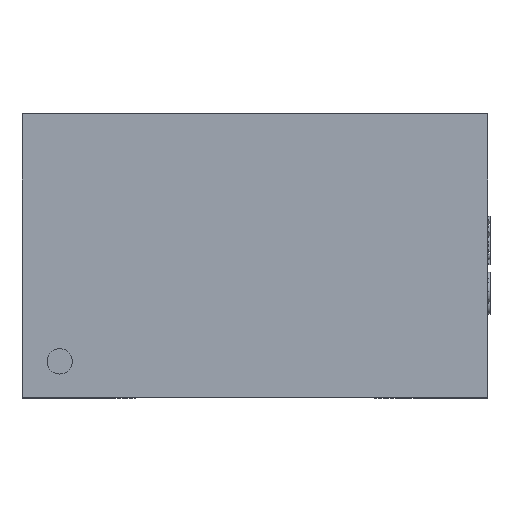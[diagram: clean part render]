
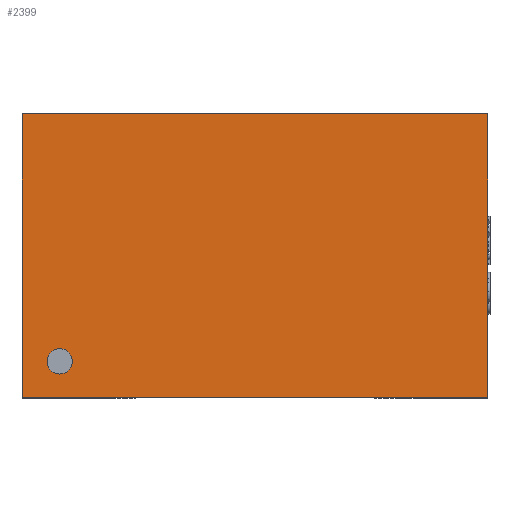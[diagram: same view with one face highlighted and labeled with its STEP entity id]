
A CAD part, top view. The second image highlights one B-rep face of the part: STEP entity #2399.
In plain terms, the highlighted planar face has unit normal (0, 0, 1).
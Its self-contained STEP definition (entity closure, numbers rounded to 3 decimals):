
#1457 = CARTESIAN_POINT ( 'NONE',  ( 1.025, 0.625, 0.4 ) ) ;
#1611 = CARTESIAN_POINT ( 'NONE',  ( -1.025, 0.625, 0.4 ) ) ;
#1777 = EDGE_LOOP ( 'NONE', ( #13420, #4432 ) ) ;
#2399 = ADVANCED_FACE ( 'NONE', ( #19389, #19630 ), #17681, .T. ) ;
#2715 = VERTEX_POINT ( 'NONE', #4526 ) ;
#2898 = DIRECTION ( 'NONE',  ( 1., 0., 0. ) ) ;
#2912 = CARTESIAN_POINT ( 'NONE',  ( -1.025, -0.625, 0.4 ) ) ;
#2970 = ORIENTED_EDGE ( 'NONE', *, *, #10870, .T. ) ;
#3029 = DIRECTION ( 'NONE',  ( 1., 0., 0. ) ) ;
#3293 = CIRCLE ( 'NONE', #21599, 0.056 ) ;
#3846 = LINE ( 'NONE', #22438, #11568 ) ;
#4078 = AXIS2_PLACEMENT_3D ( 'NONE', #10776, #21523, #3029 ) ;
#4430 = CIRCLE ( 'NONE', #4078, 0.056 ) ;
#4432 = ORIENTED_EDGE ( 'NONE', *, *, #13107, .F. ) ;
#4526 = CARTESIAN_POINT ( 'NONE',  ( -0.915, -0.465, 0.4 ) ) ;
#4699 = DIRECTION ( 'NONE',  ( 0., 0., 1. ) ) ;
#4987 = VERTEX_POINT ( 'NONE', #17915 ) ;
#5108 = VERTEX_POINT ( 'NONE', #11458 ) ;
#5318 = DIRECTION ( 'NONE',  ( 0., -1., 0. ) ) ;
#5780 = CARTESIAN_POINT ( 'NONE',  ( -1.025, 0.625, 0.4 ) ) ;
#6098 = DIRECTION ( 'NONE',  ( 1., 0., 0. ) ) ;
#6836 = EDGE_CURVE ( 'NONE', #12724, #22392, #7423, .T. ) ;
#7195 = LINE ( 'NONE', #1457, #10385 ) ;
#7423 = LINE ( 'NONE', #5780, #18153 ) ;
#8739 = CARTESIAN_POINT ( 'NONE',  ( 0., 0., 0.4 ) ) ;
#9452 = DIRECTION ( 'NONE',  ( 0., 0., 1. ) ) ;
#10347 = EDGE_CURVE ( 'NONE', #5108, #12724, #7195, .T. ) ;
#10385 = VECTOR ( 'NONE', #14129, 1000. ) ;
#10776 = CARTESIAN_POINT ( 'NONE',  ( -0.859, -0.465, 0.4 ) ) ;
#10870 = EDGE_CURVE ( 'NONE', #16142, #5108, #3846, .T. ) ;
#11026 = DIRECTION ( 'NONE',  ( 1., 0., 0. ) ) ;
#11458 = CARTESIAN_POINT ( 'NONE',  ( 1.025, -0.625, 0.4 ) ) ;
#11568 = VECTOR ( 'NONE', #6098, 1000. ) ;
#12724 = VERTEX_POINT ( 'NONE', #17281 ) ;
#13053 = DIRECTION ( 'NONE',  ( -1., 0., 0. ) ) ;
#13075 = EDGE_CURVE ( 'NONE', #4987, #2715, #4430, .T. ) ;
#13107 = EDGE_CURVE ( 'NONE', #2715, #4987, #3293, .T. ) ;
#13420 = ORIENTED_EDGE ( 'NONE', *, *, #13075, .F. ) ;
#14129 = DIRECTION ( 'NONE',  ( 0., 1., 0. ) ) ;
#15144 = EDGE_LOOP ( 'NONE', ( #16519, #15978, #20620, #2970 ) ) ;
#15978 = ORIENTED_EDGE ( 'NONE', *, *, #6836, .T. ) ;
#16142 = VERTEX_POINT ( 'NONE', #2912 ) ;
#16519 = ORIENTED_EDGE ( 'NONE', *, *, #10347, .T. ) ;
#16727 = LINE ( 'NONE', #1611, #20735 ) ;
#16891 = EDGE_CURVE ( 'NONE', #22392, #16142, #16727, .T. ) ;
#17281 = CARTESIAN_POINT ( 'NONE',  ( 1.025, 0.625, 0.4 ) ) ;
#17681 = PLANE ( 'NONE',  #20275 ) ;
#17915 = CARTESIAN_POINT ( 'NONE',  ( -0.803, -0.465, 0.4 ) ) ;
#18153 = VECTOR ( 'NONE', #13053, 1000. ) ;
#18429 = CARTESIAN_POINT ( 'NONE',  ( -0.859, -0.465, 0.4 ) ) ;
#19389 = FACE_BOUND ( 'NONE', #1777, .T. ) ;
#19630 = FACE_OUTER_BOUND ( 'NONE', #15144, .T. ) ;
#20275 = AXIS2_PLACEMENT_3D ( 'NONE', #8739, #4699, #2898 ) ;
#20620 = ORIENTED_EDGE ( 'NONE', *, *, #16891, .T. ) ;
#20735 = VECTOR ( 'NONE', #5318, 1000. ) ;
#21284 = CARTESIAN_POINT ( 'NONE',  ( -1.025, 0.625, 0.4 ) ) ;
#21523 = DIRECTION ( 'NONE',  ( 0., 0., 1. ) ) ;
#21599 = AXIS2_PLACEMENT_3D ( 'NONE', #18429, #9452, #11026 ) ;
#22392 = VERTEX_POINT ( 'NONE', #21284 ) ;
#22438 = CARTESIAN_POINT ( 'NONE',  ( -1.025, -0.625, 0.4 ) ) ;
